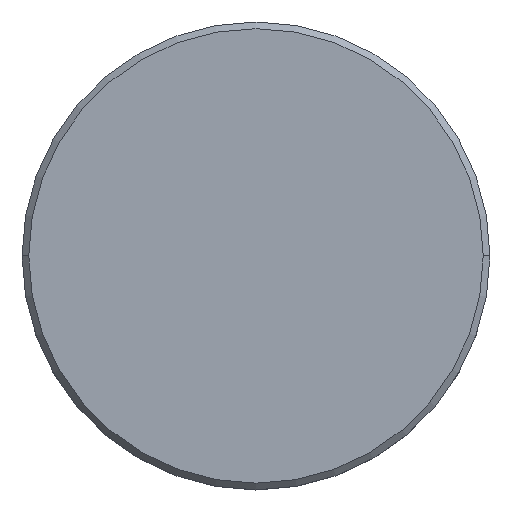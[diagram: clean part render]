
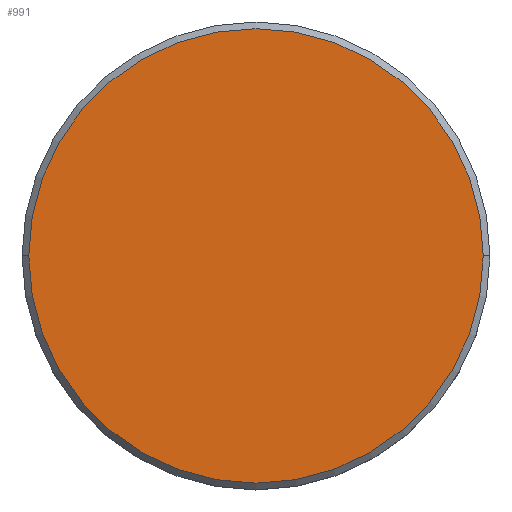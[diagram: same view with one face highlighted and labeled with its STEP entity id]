
A CAD part, top view. The second image highlights one B-rep face of the part: STEP entity #991.
In plain terms, the highlighted planar face has unit normal (0, 0, 1).
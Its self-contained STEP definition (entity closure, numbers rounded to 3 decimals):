
#59 = EDGE_LOOP ( 'NONE', ( #266, #1019 ) ) ;
#71 = CIRCLE ( 'NONE', #989, 17. ) ;
#154 = CARTESIAN_POINT ( 'NONE',  ( 17., 0., 0. ) ) ;
#176 = DIRECTION ( 'NONE',  ( 1., 0., 0. ) ) ;
#246 = FACE_OUTER_BOUND ( 'NONE', #59, .T. ) ;
#250 = DIRECTION ( 'NONE',  ( 0., 0., 1. ) ) ;
#261 = PLANE ( 'NONE',  #849 ) ;
#266 = ORIENTED_EDGE ( 'NONE', *, *, #478, .T. ) ;
#366 = AXIS2_PLACEMENT_3D ( 'NONE', #1074, #250, #607 ) ;
#438 = DIRECTION ( 'NONE',  ( 0., 0., 1. ) ) ;
#452 = VERTEX_POINT ( 'NONE', #1149 ) ;
#478 = EDGE_CURVE ( 'NONE', #452, #1028, #71, .T. ) ;
#607 = DIRECTION ( 'NONE',  ( 1., 0., 0. ) ) ;
#697 = CIRCLE ( 'NONE', #366, 17. ) ;
#701 = CARTESIAN_POINT ( 'NONE',  ( 0., 0., 0. ) ) ;
#849 = AXIS2_PLACEMENT_3D ( 'NONE', #701, #996, #176 ) ;
#912 = DIRECTION ( 'NONE',  ( 1., 0., 0. ) ) ;
#989 = AXIS2_PLACEMENT_3D ( 'NONE', #1138, #438, #912 ) ;
#991 = ADVANCED_FACE ( 'NONE', ( #246 ), #261, .T. ) ;
#996 = DIRECTION ( 'NONE',  ( 0., 0., 1. ) ) ;
#1019 = ORIENTED_EDGE ( 'NONE', *, *, #1055, .T. ) ;
#1028 = VERTEX_POINT ( 'NONE', #154 ) ;
#1055 = EDGE_CURVE ( 'NONE', #1028, #452, #697, .T. ) ;
#1074 = CARTESIAN_POINT ( 'NONE',  ( 0., 0., 0. ) ) ;
#1138 = CARTESIAN_POINT ( 'NONE',  ( 0., 0., 0. ) ) ;
#1149 = CARTESIAN_POINT ( 'NONE',  ( -17., 0., 0. ) ) ;
